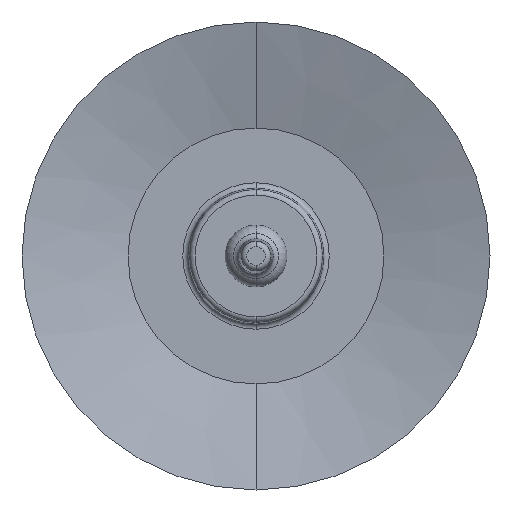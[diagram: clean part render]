
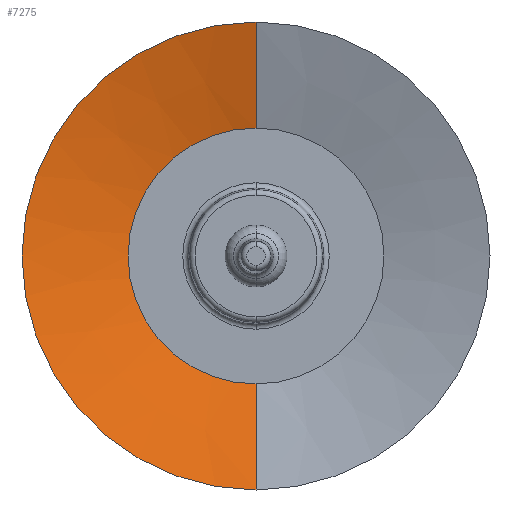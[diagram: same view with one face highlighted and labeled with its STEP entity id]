
A CAD part, front view. The second image highlights one B-rep face of the part: STEP entity #7275.
In plain terms, the highlighted conical face has half-angle 73.983 degrees and reference radius 7 mm.
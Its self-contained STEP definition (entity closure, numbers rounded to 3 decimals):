
#775 = VERTEX_POINT ( 'NONE', #1771 ) ;
#921 = DIRECTION ( 'NONE',  ( 0., 0., 1. ) ) ;
#1064 = AXIS2_PLACEMENT_3D ( 'NONE', #7544, #7049, #921 ) ;
#1083 = DIRECTION ( 'NONE',  ( 0., -0.276, -0.961 ) ) ;
#1196 = LINE ( 'NONE', #4904, #7429 ) ;
#1325 = ORIENTED_EDGE ( 'NONE', *, *, #1737, .T. ) ;
#1495 = VERTEX_POINT ( 'NONE', #6035 ) ;
#1737 = EDGE_CURVE ( 'NONE', #4150, #775, #3656, .T. ) ;
#1771 = CARTESIAN_POINT ( 'NONE',  ( 0., 1.165, 7. ) ) ;
#1778 = DIRECTION ( 'NONE',  ( 0., -0.276, 0.961 ) ) ;
#1879 = EDGE_CURVE ( 'NONE', #4150, #1495, #1196, .T. ) ;
#1987 = CARTESIAN_POINT ( 'NONE',  ( 0., 1.165, 0. ) ) ;
#2096 = ORIENTED_EDGE ( 'NONE', *, *, #1879, .F. ) ;
#2625 = AXIS2_PLACEMENT_3D ( 'NONE', #1987, #5124, #6279 ) ;
#2891 = CARTESIAN_POINT ( 'NONE',  ( 0., -0.5, 12.8 ) ) ;
#3008 = LINE ( 'NONE', #7375, #5361 ) ;
#3074 = CARTESIAN_POINT ( 'NONE',  ( 0., 1.165, -7. ) ) ;
#3411 = DIRECTION ( 'NONE',  ( 0., 0., 1. ) ) ;
#3628 = VERTEX_POINT ( 'NONE', #2891 ) ;
#3656 = CIRCLE ( 'NONE', #7043, 7. ) ;
#4008 = ORIENTED_EDGE ( 'NONE', *, *, #5723, .F. ) ;
#4150 = VERTEX_POINT ( 'NONE', #3074 ) ;
#4312 = CIRCLE ( 'NONE', #1064, 12.8 ) ;
#4710 = DIRECTION ( 'NONE',  ( 0., 1., 0. ) ) ;
#4711 = CONICAL_SURFACE ( 'NONE', #2625, 7., 1.291 ) ;
#4803 = EDGE_LOOP ( 'NONE', ( #1325, #5370, #4008, #2096 ) ) ;
#4904 = CARTESIAN_POINT ( 'NONE',  ( 0., 1.165, -7. ) ) ;
#5124 = DIRECTION ( 'NONE',  ( 0., -1., 0. ) ) ;
#5361 = VECTOR ( 'NONE', #1778, 1000. ) ;
#5370 = ORIENTED_EDGE ( 'NONE', *, *, #5927, .T. ) ;
#5723 = EDGE_CURVE ( 'NONE', #1495, #3628, #4312, .T. ) ;
#5818 = CARTESIAN_POINT ( 'NONE',  ( 0., 1.165, 0. ) ) ;
#5927 = EDGE_CURVE ( 'NONE', #775, #3628, #3008, .T. ) ;
#6035 = CARTESIAN_POINT ( 'NONE',  ( 0., -0.5, -12.8 ) ) ;
#6279 = DIRECTION ( 'NONE',  ( 0., 0., -1. ) ) ;
#6317 = FACE_OUTER_BOUND ( 'NONE', #4803, .T. ) ;
#7043 = AXIS2_PLACEMENT_3D ( 'NONE', #5818, #4710, #3411 ) ;
#7049 = DIRECTION ( 'NONE',  ( 0., 1., 0. ) ) ;
#7275 = ADVANCED_FACE ( 'NONE', ( #6317 ), #4711, .F. ) ;
#7375 = CARTESIAN_POINT ( 'NONE',  ( 0., 1.165, 7. ) ) ;
#7429 = VECTOR ( 'NONE', #1083, 1000. ) ;
#7544 = CARTESIAN_POINT ( 'NONE',  ( 0., -0.5, 0. ) ) ;
